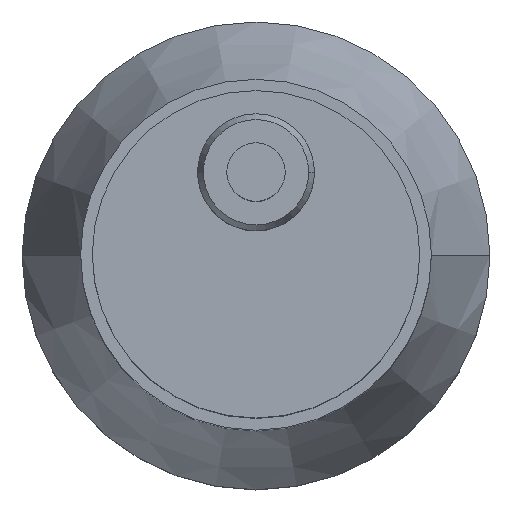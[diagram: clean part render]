
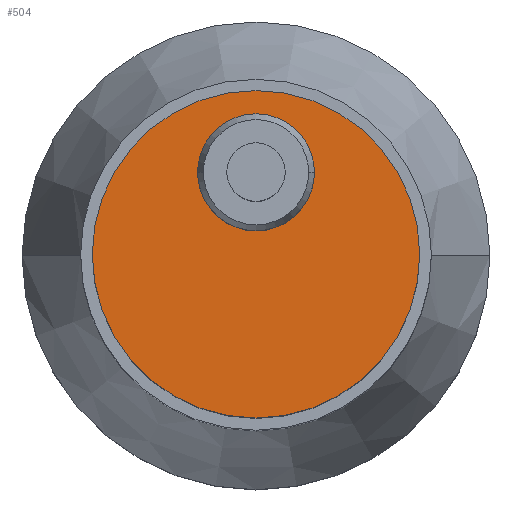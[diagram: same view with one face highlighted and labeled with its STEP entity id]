
A CAD part, top view. The second image highlights one B-rep face of the part: STEP entity #504.
In plain terms, the highlighted planar face has unit normal (0, 0, 1).
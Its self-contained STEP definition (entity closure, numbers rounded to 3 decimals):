
#151=CARTESIAN_POINT('',(0.,0.,88.));
#152=DIRECTION('',(0.,0.,1.));
#153=DIRECTION('',(1.,0.,0.));
#154=AXIS2_PLACEMENT_3D('',#151,#152,#153);
#156=CARTESIAN_POINT('',(0.,0.,88.));
#157=DIRECTION('',(0.,0.,1.));
#158=DIRECTION('',(-1.,0.,0.));
#159=AXIS2_PLACEMENT_3D('',#156,#157,#158);
#161=CARTESIAN_POINT('',(0.,7.,88.));
#162=DIRECTION('',(0.,0.,1.));
#163=DIRECTION('',(1.,0.,0.));
#164=AXIS2_PLACEMENT_3D('',#161,#162,#163);
#166=CARTESIAN_POINT('',(0.,7.,88.));
#167=DIRECTION('',(0.,0.,1.));
#168=DIRECTION('',(-1.,0.,0.));
#169=AXIS2_PLACEMENT_3D('',#166,#167,#168);
#251=CARTESIAN_POINT('',(14.,0.,88.));
#252=CARTESIAN_POINT('',(-14.,0.,88.));
#253=VERTEX_POINT('',#251);
#254=VERTEX_POINT('',#252);
#259=CARTESIAN_POINT('',(5.,7.,88.));
#260=CARTESIAN_POINT('',(-5.,7.,88.));
#261=VERTEX_POINT('',#259);
#262=VERTEX_POINT('',#260);
#489=CARTESIAN_POINT('',(0.,0.,88.));
#490=DIRECTION('',(0.,0.,1.));
#491=DIRECTION('',(1.,0.,0.));
#492=AXIS2_PLACEMENT_3D('',#489,#490,#491);
#493=PLANE('',#492);
#494=ORIENTED_EDGE('',*,*,#455,.F.);
#495=ORIENTED_EDGE('',*,*,#476,.F.);
#496=EDGE_LOOP('',(#494,#495));
#497=FACE_OUTER_BOUND('',#496,.F.);
#499=ORIENTED_EDGE('',*,*,#498,.T.);
#501=ORIENTED_EDGE('',*,*,#500,.T.);
#502=EDGE_LOOP('',(#499,#501));
#503=FACE_BOUND('',#502,.F.);
#504=ADVANCED_FACE('',(#497,#503),#493,.T.);
#155=CIRCLE('',#154,14.);
#160=CIRCLE('',#159,14.);
#165=CIRCLE('',#164,5.);
#170=CIRCLE('',#169,5.);
#455=EDGE_CURVE('',#253,#254,#155,.T.);
#476=EDGE_CURVE('',#254,#253,#160,.T.);
#498=EDGE_CURVE('',#261,#262,#165,.T.);
#500=EDGE_CURVE('',#262,#261,#170,.T.);
